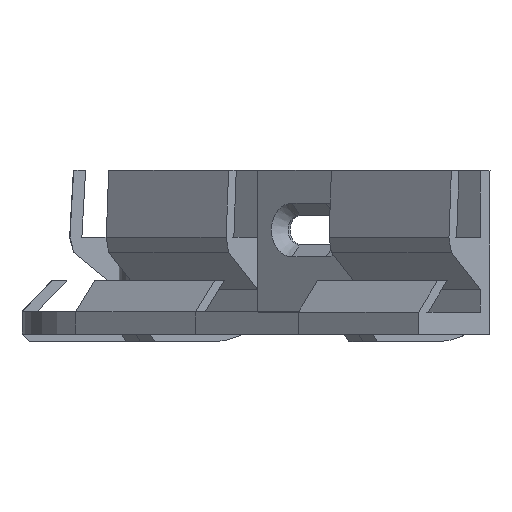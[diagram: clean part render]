
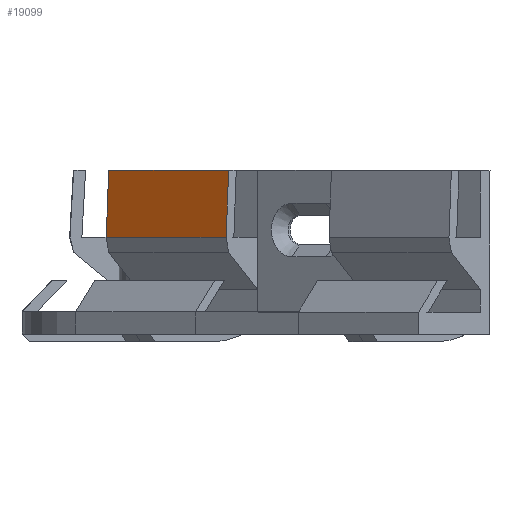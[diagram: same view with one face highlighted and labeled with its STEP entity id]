
A CAD part, left-side view. The second image highlights one B-rep face of the part: STEP entity #19099.
In plain terms, the highlighted face is planar.
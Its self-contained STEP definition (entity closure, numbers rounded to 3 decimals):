
#17204 = PLANE('',#17205);
#17205 = AXIS2_PLACEMENT_3D('',#17206,#17207,#17208);
#17206 = CARTESIAN_POINT('',(-10.5,5.766,9.503));
#17207 = DIRECTION('',(-1.,0.,0.));
#17208 = DIRECTION('',(0.,0.,1.));
#17638 = PLANE('',#17639);
#17639 = AXIS2_PLACEMENT_3D('',#17640,#17641,#17642);
#17640 = CARTESIAN_POINT('',(10.5,5.766,9.503));
#17641 = DIRECTION('',(-1.,0.,0.));
#17642 = DIRECTION('',(0.,0.,1.));
#17898 = VERTEX_POINT('',#17899);
#17899 = CARTESIAN_POINT('',(-10.5,8.1,22.));
#17913 = PLANE('',#17914);
#17914 = AXIS2_PLACEMENT_3D('',#17915,#17916,#17917);
#17915 = CARTESIAN_POINT('',(0.,6.5,22.));
#17916 = DIRECTION('',(0.,0.,-1.));
#17917 = DIRECTION('',(0.,1.,0.));
#17925 = EDGE_CURVE('',#17898,#17926,#17928,.T.);
#17926 = VERTEX_POINT('',#17927);
#17927 = CARTESIAN_POINT('',(-10.5,8.6,13.));
#17928 = SURFACE_CURVE('',#17929,(#17933,#17940),.PCURVE_S1.);
#17929 = LINE('',#17930,#17931);
#17930 = CARTESIAN_POINT('',(-10.5,8.1,22.));
#17931 = VECTOR('',#17932,1.);
#17932 = DIRECTION('',(0.,0.055,-0.998));
#17933 = PCURVE('',#17204,#17934);
#17934 = DEFINITIONAL_REPRESENTATION('',(#17935),#17939);
#17935 = LINE('',#17936,#17937);
#17936 = CARTESIAN_POINT('',(12.497,2.334));
#17937 = VECTOR('',#17938,1.);
#17938 = DIRECTION('',(-0.998,0.055));
#17939 = ( GEOMETRIC_REPRESENTATION_CONTEXT(2) 
PARAMETRIC_REPRESENTATION_CONTEXT() REPRESENTATION_CONTEXT('2D SPACE',''
  ) );
#17940 = PCURVE('',#17941,#17946);
#17941 = PLANE('',#17942);
#17942 = AXIS2_PLACEMENT_3D('',#17943,#17944,#17945);
#17943 = CARTESIAN_POINT('',(0.,8.1,22.));
#17944 = DIRECTION('',(-0.,-0.998,-0.055));
#17945 = DIRECTION('',(0.,0.055,-0.998));
#17946 = DEFINITIONAL_REPRESENTATION('',(#17947),#17951);
#17947 = LINE('',#17948,#17949);
#17948 = CARTESIAN_POINT('',(0.,-10.5));
#17949 = VECTOR('',#17950,1.);
#17950 = DIRECTION('',(1.,0.));
#17951 = ( GEOMETRIC_REPRESENTATION_CONTEXT(2) 
PARAMETRIC_REPRESENTATION_CONTEXT() REPRESENTATION_CONTEXT('2D SPACE',''
  ) );
#17969 = PLANE('',#17970);
#17970 = AXIS2_PLACEMENT_3D('',#17971,#17972,#17973);
#17971 = CARTESIAN_POINT('',(0.,8.6,13.));
#17972 = DIRECTION('',(0.,-0.97,0.243));
#17973 = DIRECTION('',(-0.,-0.243,-0.97));
#18744 = VERTEX_POINT('',#18745);
#18745 = CARTESIAN_POINT('',(10.5,8.1,22.));
#18766 = EDGE_CURVE('',#18744,#18767,#18769,.T.);
#18767 = VERTEX_POINT('',#18768);
#18768 = CARTESIAN_POINT('',(10.5,8.6,13.));
#18769 = SURFACE_CURVE('',#18770,(#18774,#18781),.PCURVE_S1.);
#18770 = LINE('',#18771,#18772);
#18771 = CARTESIAN_POINT('',(10.5,8.1,22.));
#18772 = VECTOR('',#18773,1.);
#18773 = DIRECTION('',(0.,0.055,-0.998));
#18774 = PCURVE('',#17638,#18775);
#18775 = DEFINITIONAL_REPRESENTATION('',(#18776),#18780);
#18776 = LINE('',#18777,#18778);
#18777 = CARTESIAN_POINT('',(12.497,2.334));
#18778 = VECTOR('',#18779,1.);
#18779 = DIRECTION('',(-0.998,0.055));
#18780 = ( GEOMETRIC_REPRESENTATION_CONTEXT(2) 
PARAMETRIC_REPRESENTATION_CONTEXT() REPRESENTATION_CONTEXT('2D SPACE',''
  ) );
#18781 = PCURVE('',#17941,#18782);
#18782 = DEFINITIONAL_REPRESENTATION('',(#18783),#18787);
#18783 = LINE('',#18784,#18785);
#18784 = CARTESIAN_POINT('',(0.,10.5));
#18785 = VECTOR('',#18786,1.);
#18786 = DIRECTION('',(1.,0.));
#18787 = ( GEOMETRIC_REPRESENTATION_CONTEXT(2) 
PARAMETRIC_REPRESENTATION_CONTEXT() REPRESENTATION_CONTEXT('2D SPACE',''
  ) );
#19077 = EDGE_CURVE('',#18744,#17898,#19078,.T.);
#19078 = SURFACE_CURVE('',#19079,(#19083,#19090),.PCURVE_S1.);
#19079 = LINE('',#19080,#19081);
#19080 = CARTESIAN_POINT('',(10.5,8.1,22.));
#19081 = VECTOR('',#19082,1.);
#19082 = DIRECTION('',(-1.,0.,0.));
#19083 = PCURVE('',#17913,#19084);
#19084 = DEFINITIONAL_REPRESENTATION('',(#19085),#19089);
#19085 = LINE('',#19086,#19087);
#19086 = CARTESIAN_POINT('',(1.6,10.5));
#19087 = VECTOR('',#19088,1.);
#19088 = DIRECTION('',(0.,-1.));
#19089 = ( GEOMETRIC_REPRESENTATION_CONTEXT(2) 
PARAMETRIC_REPRESENTATION_CONTEXT() REPRESENTATION_CONTEXT('2D SPACE',''
  ) );
#19090 = PCURVE('',#17941,#19091);
#19091 = DEFINITIONAL_REPRESENTATION('',(#19092),#19096);
#19092 = LINE('',#19093,#19094);
#19093 = CARTESIAN_POINT('',(0.,10.5));
#19094 = VECTOR('',#19095,1.);
#19095 = DIRECTION('',(0.,-1.));
#19096 = ( GEOMETRIC_REPRESENTATION_CONTEXT(2) 
PARAMETRIC_REPRESENTATION_CONTEXT() REPRESENTATION_CONTEXT('2D SPACE',''
  ) );
#19099 = ADVANCED_FACE('',(#19100),#17941,.F.);
#19100 = FACE_BOUND('',#19101,.F.);
#19101 = EDGE_LOOP('',(#19102,#19103,#19124,#19125));
#19102 = ORIENTED_EDGE('',*,*,#17925,.T.);
#19103 = ORIENTED_EDGE('',*,*,#19104,.F.);
#19104 = EDGE_CURVE('',#18767,#17926,#19105,.T.);
#19105 = SURFACE_CURVE('',#19106,(#19110,#19117),.PCURVE_S1.);
#19106 = LINE('',#19107,#19108);
#19107 = CARTESIAN_POINT('',(10.5,8.6,13.));
#19108 = VECTOR('',#19109,1.);
#19109 = DIRECTION('',(-1.,0.,0.));
#19110 = PCURVE('',#17941,#19111);
#19111 = DEFINITIONAL_REPRESENTATION('',(#19112),#19116);
#19112 = LINE('',#19113,#19114);
#19113 = CARTESIAN_POINT('',(9.014,10.5));
#19114 = VECTOR('',#19115,1.);
#19115 = DIRECTION('',(0.,-1.));
#19116 = ( GEOMETRIC_REPRESENTATION_CONTEXT(2) 
PARAMETRIC_REPRESENTATION_CONTEXT() REPRESENTATION_CONTEXT('2D SPACE',''
  ) );
#19117 = PCURVE('',#17969,#19118);
#19118 = DEFINITIONAL_REPRESENTATION('',(#19119),#19123);
#19119 = LINE('',#19120,#19121);
#19120 = CARTESIAN_POINT('',(-0.,10.5));
#19121 = VECTOR('',#19122,1.);
#19122 = DIRECTION('',(0.,-1.));
#19123 = ( GEOMETRIC_REPRESENTATION_CONTEXT(2) 
PARAMETRIC_REPRESENTATION_CONTEXT() REPRESENTATION_CONTEXT('2D SPACE',''
  ) );
#19124 = ORIENTED_EDGE('',*,*,#18766,.F.);
#19125 = ORIENTED_EDGE('',*,*,#19077,.T.);
